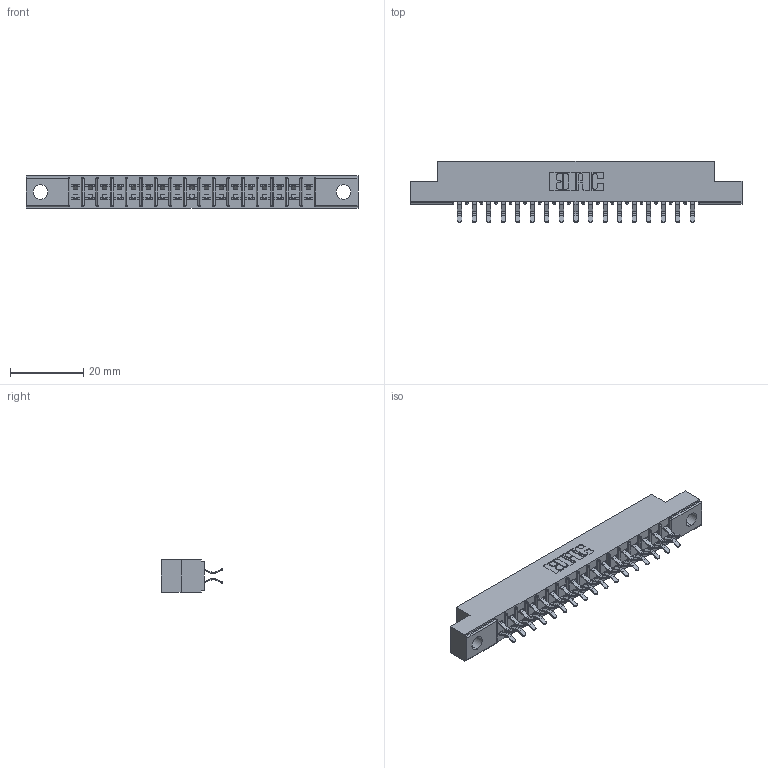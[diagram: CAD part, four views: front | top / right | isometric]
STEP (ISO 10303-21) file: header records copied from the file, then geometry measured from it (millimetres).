
FILE_DESCRIPTION (( 'STEP AP203' ), '1' );
FILE_NAME ('315-034-556-204.STEP', '2019-09-10T16:01:31', ( '' ), ( '' ), 'SwSTEP 2.0', 'SolidWorks 2016', '' );
FILE_SCHEMA (( 'CONFIG_CONTROL_DESIGN' ));
Length unit declared in the file: inch
Products named in the file (3): 315-034-556-204; 305 Part_.156 Dia; 305-290-001_556
Assembly tree (35 placements, depth 2):
  315-034-556-204
    305 Part_.156 Dia
    305-290-001_556  x34
Bounding box: 90.37 x 16.64 x 8.71 mm (x, y, z)
Volume: 5568.4 mm3; surface area: 10124.3 mm2
Topology: 35 solids, 35 shells, 2034 faces, 5843 edges, 3802 vertices
Faces by surface type: plane 1136, cylinder 830, sphere 68
Entity records: 22090 total; most frequent: CARTESIAN_POINT 3663, ORIENTED_EDGE 3630, DIRECTION 3559, EDGE_CURVE 1815, LINE 1443, VECTOR 1443, VERTEX_POINT 1162, AXIS2_PLACEMENT_3D 1058
